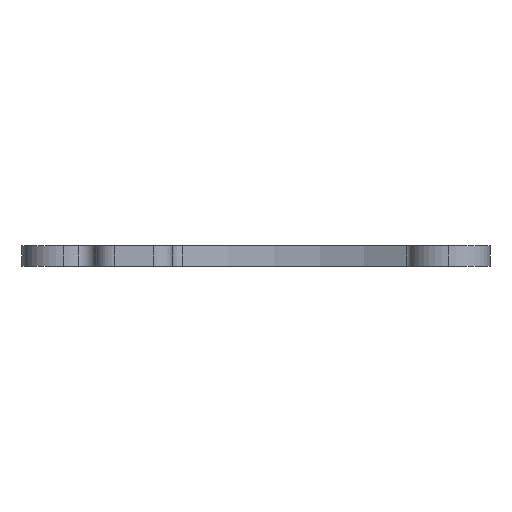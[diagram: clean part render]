
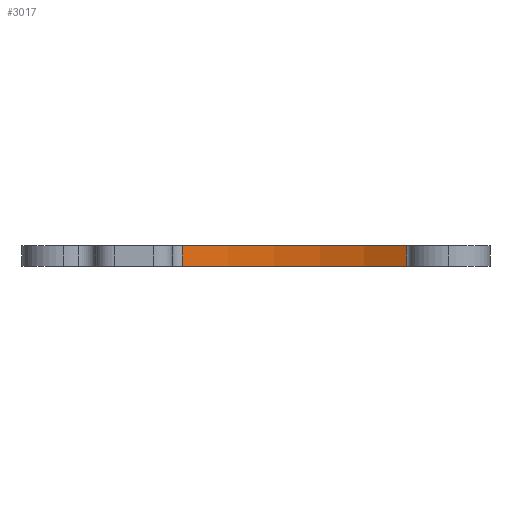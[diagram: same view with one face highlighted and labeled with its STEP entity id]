
A CAD part, left-side view. The second image highlights one B-rep face of the part: STEP entity #3017.
In plain terms, the highlighted cylindrical face has radius 47 mm (diameter 94 mm), a partial arc.
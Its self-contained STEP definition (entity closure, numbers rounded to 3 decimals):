
#116 = CARTESIAN_POINT ( 'NONE',  ( -2.138, 6.57, 0. ) ) ;
#140 = VERTEX_POINT ( 'NONE', #1381 ) ;
#161 = DIRECTION ( 'NONE',  ( -1., 0., 0. ) ) ;
#233 = DIRECTION ( 'NONE',  ( 0., 0., -1. ) ) ;
#429 = EDGE_LOOP ( 'NONE', ( #1439, #2696, #2855, #1974 ) ) ;
#471 = DIRECTION ( 'NONE',  ( 0., 0., -1. ) ) ;
#573 = LINE ( 'NONE', #1988, #649 ) ;
#649 = VECTOR ( 'NONE', #1090, 1000. ) ;
#693 = CYLINDRICAL_SURFACE ( 'NONE', #762, 47. ) ;
#762 = AXIS2_PLACEMENT_3D ( 'NONE', #1123, #2347, #2559 ) ;
#837 = CIRCLE ( 'NONE', #1030, 47. ) ;
#841 = FACE_OUTER_BOUND ( 'NONE', #429, .T. ) ;
#1030 = AXIS2_PLACEMENT_3D ( 'NONE', #2771, #2649, #2778 ) ;
#1077 = AXIS2_PLACEMENT_3D ( 'NONE', #1833, #471, #161 ) ;
#1090 = DIRECTION ( 'NONE',  ( 0., 0., -1. ) ) ;
#1123 = CARTESIAN_POINT ( 'NONE',  ( -42.882, 30., 3.175 ) ) ;
#1335 = VERTEX_POINT ( 'NONE', #1904 ) ;
#1381 = CARTESIAN_POINT ( 'NONE',  ( -2.138, 6.57, 3.175 ) ) ;
#1439 = ORIENTED_EDGE ( 'NONE', *, *, #3082, .T. ) ;
#1548 = EDGE_CURVE ( 'NONE', #140, #1810, #573, .T. ) ;
#1810 = VERTEX_POINT ( 'NONE', #116 ) ;
#1833 = CARTESIAN_POINT ( 'NONE',  ( -42.882, 30., 0. ) ) ;
#1855 = VERTEX_POINT ( 'NONE', #2127 ) ;
#1872 = LINE ( 'NONE', #2746, #2183 ) ;
#1904 = CARTESIAN_POINT ( 'NONE',  ( 2.692, 41.489, 0. ) ) ;
#1974 = ORIENTED_EDGE ( 'NONE', *, *, #2595, .T. ) ;
#1988 = CARTESIAN_POINT ( 'NONE',  ( -2.138, 6.57, 3.175 ) ) ;
#2127 = CARTESIAN_POINT ( 'NONE',  ( 2.692, 41.489, 3.175 ) ) ;
#2172 = CIRCLE ( 'NONE', #1077, 47. ) ;
#2183 = VECTOR ( 'NONE', #233, 1000. ) ;
#2347 = DIRECTION ( 'NONE',  ( 0., 0., -1. ) ) ;
#2559 = DIRECTION ( 'NONE',  ( -1., 0., 0. ) ) ;
#2595 = EDGE_CURVE ( 'NONE', #1855, #1335, #1872, .T. ) ;
#2621 = EDGE_CURVE ( 'NONE', #1855, #140, #837, .T. ) ;
#2649 = DIRECTION ( 'NONE',  ( 0., 0., -1. ) ) ;
#2696 = ORIENTED_EDGE ( 'NONE', *, *, #1548, .F. ) ;
#2746 = CARTESIAN_POINT ( 'NONE',  ( 2.692, 41.489, 3.175 ) ) ;
#2771 = CARTESIAN_POINT ( 'NONE',  ( -42.882, 30., 3.175 ) ) ;
#2778 = DIRECTION ( 'NONE',  ( -1., 0., 0. ) ) ;
#2855 = ORIENTED_EDGE ( 'NONE', *, *, #2621, .F. ) ;
#3017 = ADVANCED_FACE ( 'NONE', ( #841 ), #693, .F. ) ;
#3082 = EDGE_CURVE ( 'NONE', #1335, #1810, #2172, .T. ) ;
